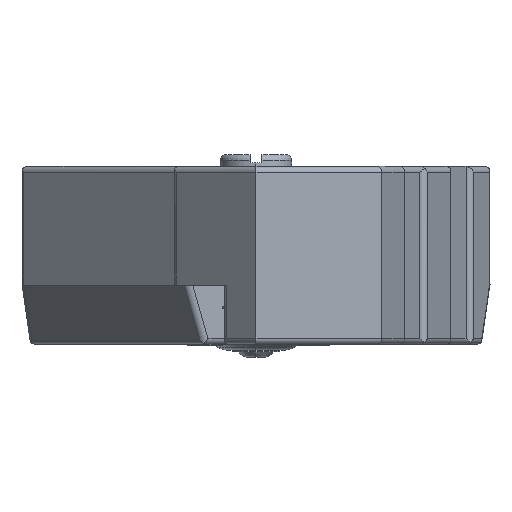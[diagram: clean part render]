
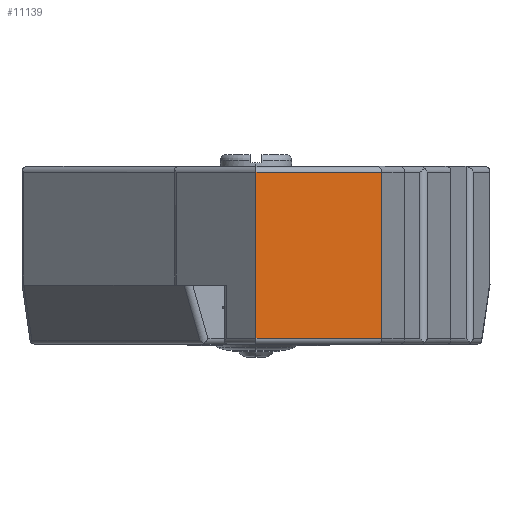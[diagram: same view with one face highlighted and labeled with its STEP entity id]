
A CAD part, left-side view. The second image highlights one B-rep face of the part: STEP entity #11139.
In plain terms, the highlighted planar face has unit normal (-0.707, -0.707, 0).
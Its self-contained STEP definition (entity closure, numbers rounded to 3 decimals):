
#5217=CARTESIAN_POINT('',(10.607,-10.607,14.5));
#5222=DIRECTION('',(-0.707,0.707,0.));
#5223=VECTOR('',#5222,15.);
#5224=CARTESIAN_POINT('',(10.607,-10.607,14.5));
#5225=LINE('',#5224,#5223);
#6571=DIRECTION('',(0.707,-0.707,0.));
#6572=VECTOR('',#6571,15.);
#6573=CARTESIAN_POINT('',(0.,0.,0.5));
#6574=LINE('',#6573,#6572);
#6608=DIRECTION('',(0.,0.,1.));
#6609=VECTOR('',#6608,14.);
#6610=CARTESIAN_POINT('',(0.,0.,0.5));
#6611=LINE('',#6610,#6609);
#6615=DIRECTION('',(0.,0.,1.));
#6616=VECTOR('',#6615,14.);
#6617=CARTESIAN_POINT('',(10.607,-10.607,0.5));
#6618=LINE('',#6617,#6616);
#9078=VERTEX_POINT('',#5217);
#9079=CARTESIAN_POINT('',(0.,0.,14.5));
#9080=VERTEX_POINT('',#9079);
#9270=CARTESIAN_POINT('',(0.,0.,0.5));
#9271=VERTEX_POINT('',#9270);
#9282=CARTESIAN_POINT('',(10.607,-10.607,0.5));
#9283=VERTEX_POINT('',#9282);
#11127=CARTESIAN_POINT('',(0.,0.,0.));
#11128=DIRECTION('',(-0.707,-0.707,0.));
#11129=DIRECTION('',(0.707,-0.707,0.));
#11130=AXIS2_PLACEMENT_3D('',#11127,#11128,#11129);
#11131=PLANE('',#11130);
#11132=ORIENTED_EDGE('',*,*,#9629,.F.);
#11134=ORIENTED_EDGE('',*,*,#11133,.F.);
#11135=ORIENTED_EDGE('',*,*,#11108,.F.);
#11136=ORIENTED_EDGE('',*,*,#11037,.T.);
#11137=EDGE_LOOP('',(#11132,#11134,#11135,#11136));
#11138=FACE_OUTER_BOUND('',#11137,.F.);
#9629=EDGE_CURVE('',#9078,#9080,#5225,.T.);
#11037=EDGE_CURVE('',#9271,#9080,#6611,.T.);
#11108=EDGE_CURVE('',#9271,#9283,#6574,.T.);
#11133=EDGE_CURVE('',#9283,#9078,#6618,.T.);
#11139=ADVANCED_FACE('',(#11138),#11131,.T.);
